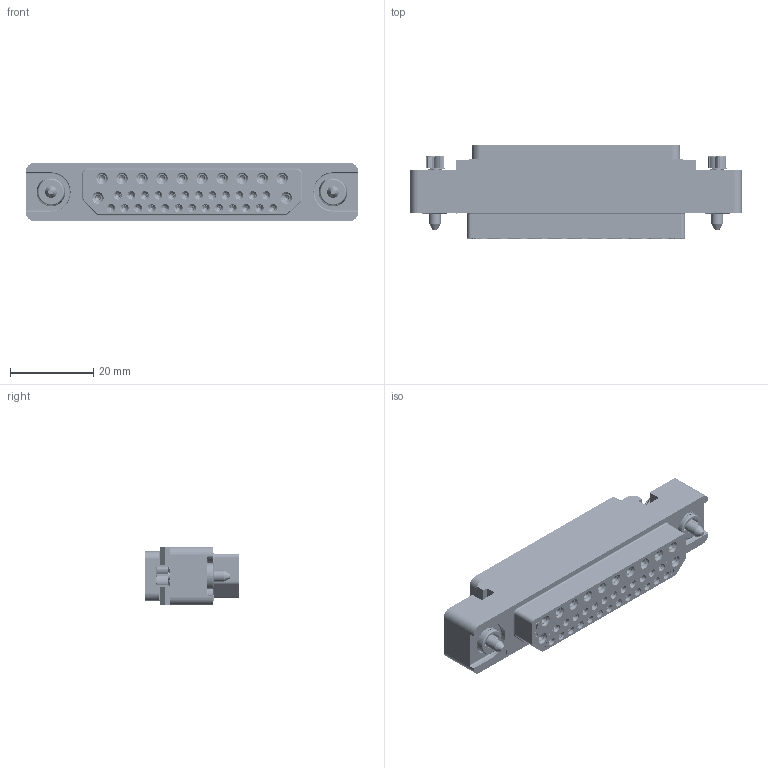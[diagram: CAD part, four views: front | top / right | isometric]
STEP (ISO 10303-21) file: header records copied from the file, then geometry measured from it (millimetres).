
FILE_DESCRIPTION((''),'2;1');
FILE_NAME('1900ND09S1A00E','2020-08-03T',('presta_be4'),(''),'CREO PARAMETRIC BY PTC INC, 2018360','CREO PARAMETRIC BY PTC INC, 2018360','');
FILE_SCHEMA(('CONFIG_CONTROL_DESIGN'));
Products named in the file (1): 1900ND09S1A00E
Bounding box: 80 x 22.52 x 14 mm (x, y, z)
Volume: 15832.7 mm3; surface area: 23892.1 mm2
Topology: 1 solids, 1 shells, 7658 faces, 19357 edges, 11833 vertices
Faces by surface type: plane 2801, torus 1694, cone 1627, cylinder 1508, extrusion 28
Entity records: 254352 total; most frequent: CARTESIAN_POINT 70417, DIRECTION 39568, ORIENTED_EDGE 38410, EDGE_CURVE 19205, AXIS2_PLACEMENT_3D 15892, VERTEX_POINT 11833, EDGE_LOOP 8324, CIRCLE 8262
